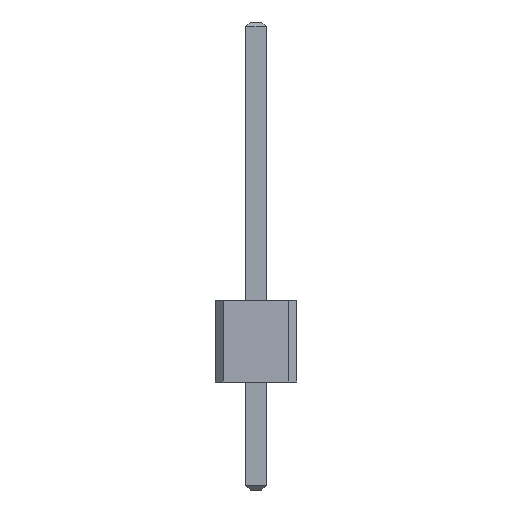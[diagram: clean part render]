
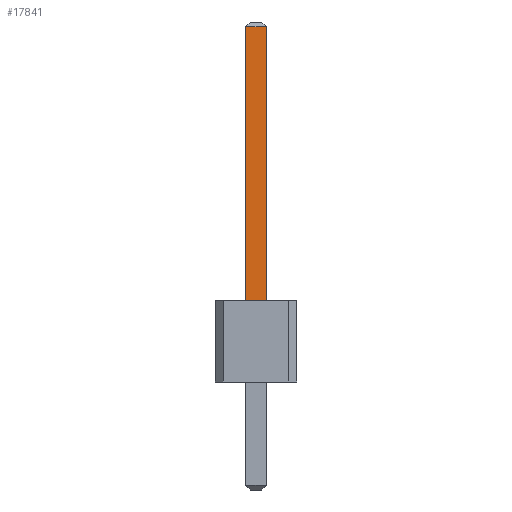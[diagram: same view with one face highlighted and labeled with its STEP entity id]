
A CAD part, front view. The second image highlights one B-rep face of the part: STEP entity #17841.
In plain terms, the highlighted planar face has unit normal (0, -1, 0).
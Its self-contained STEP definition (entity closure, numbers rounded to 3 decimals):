
#100 = PLANE('',#101);
#101 = AXIS2_PLACEMENT_3D('',#102,#103,#104);
#102 = CARTESIAN_POINT('',(-1.25,1.02,2.5));
#103 = DIRECTION('',(0.,0.,-1.));
#104 = DIRECTION('',(0.,1.,0.));
#8422 = VERTEX_POINT('',#8423);
#8423 = CARTESIAN_POINT('',(0.32,-38.42,2.5));
#8438 = PLANE('',#8439);
#8439 = AXIS2_PLACEMENT_3D('',#8440,#8441,#8442);
#8440 = CARTESIAN_POINT('',(0.32,-38.42,-3.3));
#8441 = DIRECTION('',(-1.,0.,0.));
#8442 = DIRECTION('',(0.,1.,0.));
#8476 = VERTEX_POINT('',#8477);
#8477 = CARTESIAN_POINT('',(-0.32,-38.42,2.5));
#8490 = PLANE('',#8491);
#8491 = AXIS2_PLACEMENT_3D('',#8492,#8493,#8494);
#8492 = CARTESIAN_POINT('',(-0.32,-37.78,-3.3));
#8493 = DIRECTION('',(1.,0.,0.));
#8494 = DIRECTION('',(0.,-1.,0.));
#8501 = EDGE_CURVE('',#8476,#8422,#8502,.T.);
#8502 = SURFACE_CURVE('',#8503,(#8507,#8513),.PCURVE_S1.);
#8503 = LINE('',#8504,#8505);
#8504 = CARTESIAN_POINT('',(-0.785,-38.42,2.5));
#8505 = VECTOR('',#8506,1.);
#8506 = DIRECTION('',(1.,0.,0.));
#8507 = PCURVE('',#100,#8508);
#8508 = DEFINITIONAL_REPRESENTATION('',(#8509),#8512);
#8509 = B_SPLINE_CURVE_WITH_KNOTS('',1,(#8510,#8511),.UNSPECIFIED.,.F.,
  .F.,(2,2),(0.401,1.169),.PIECEWISE_BEZIER_KNOTS.);
#8510 = CARTESIAN_POINT('',(-39.44,0.866));
#8511 = CARTESIAN_POINT('',(-39.44,1.634));
#8512 = ( GEOMETRIC_REPRESENTATION_CONTEXT(2) 
PARAMETRIC_REPRESENTATION_CONTEXT() REPRESENTATION_CONTEXT('2D SPACE',''
  ) );
#8513 = PCURVE('',#8514,#8519);
#8514 = PLANE('',#8515);
#8515 = AXIS2_PLACEMENT_3D('',#8516,#8517,#8518);
#8516 = CARTESIAN_POINT('',(-0.32,-38.42,-3.3));
#8517 = DIRECTION('',(0.,1.,0.));
#8518 = DIRECTION('',(1.,0.,0.));
#8519 = DEFINITIONAL_REPRESENTATION('',(#8520),#8523);
#8520 = B_SPLINE_CURVE_WITH_KNOTS('',1,(#8521,#8522),.UNSPECIFIED.,.F.,
  .F.,(2,2),(0.401,1.169),.PIECEWISE_BEZIER_KNOTS.);
#8521 = CARTESIAN_POINT('',(-0.064,-5.8));
#8522 = CARTESIAN_POINT('',(0.704,-5.8));
#8523 = ( GEOMETRIC_REPRESENTATION_CONTEXT(2) 
PARAMETRIC_REPRESENTATION_CONTEXT() REPRESENTATION_CONTEXT('2D SPACE',''
  ) );
#17770 = EDGE_CURVE('',#8422,#17771,#17773,.T.);
#17771 = VERTEX_POINT('',#17772);
#17772 = CARTESIAN_POINT('',(0.32,-38.42,10.85));
#17773 = SURFACE_CURVE('',#17774,(#17778,#17785),.PCURVE_S1.);
#17774 = LINE('',#17775,#17776);
#17775 = CARTESIAN_POINT('',(0.32,-38.42,-3.3));
#17776 = VECTOR('',#17777,1.);
#17777 = DIRECTION('',(0.,0.,1.));
#17778 = PCURVE('',#8438,#17779);
#17779 = DEFINITIONAL_REPRESENTATION('',(#17780),#17784);
#17780 = LINE('',#17781,#17782);
#17781 = CARTESIAN_POINT('',(0.,0.));
#17782 = VECTOR('',#17783,1.);
#17783 = DIRECTION('',(0.,-1.));
#17784 = ( GEOMETRIC_REPRESENTATION_CONTEXT(2) 
PARAMETRIC_REPRESENTATION_CONTEXT() REPRESENTATION_CONTEXT('2D SPACE',''
  ) );
#17785 = PCURVE('',#8514,#17786);
#17786 = DEFINITIONAL_REPRESENTATION('',(#17787),#17791);
#17787 = LINE('',#17788,#17789);
#17788 = CARTESIAN_POINT('',(0.64,0.));
#17789 = VECTOR('',#17790,1.);
#17790 = DIRECTION('',(0.,-1.));
#17791 = ( GEOMETRIC_REPRESENTATION_CONTEXT(2) 
PARAMETRIC_REPRESENTATION_CONTEXT() REPRESENTATION_CONTEXT('2D SPACE',''
  ) );
#17841 = ADVANCED_FACE('',(#17842),#8514,.F.);
#17842 = FACE_BOUND('',#17843,.F.);
#17843 = EDGE_LOOP('',(#17844,#17845,#17868,#17894));
#17844 = ORIENTED_EDGE('',*,*,#8501,.F.);
#17845 = ORIENTED_EDGE('',*,*,#17846,.T.);
#17846 = EDGE_CURVE('',#8476,#17847,#17849,.T.);
#17847 = VERTEX_POINT('',#17848);
#17848 = CARTESIAN_POINT('',(-0.32,-38.42,10.85));
#17849 = SURFACE_CURVE('',#17850,(#17854,#17861),.PCURVE_S1.);
#17850 = LINE('',#17851,#17852);
#17851 = CARTESIAN_POINT('',(-0.32,-38.42,-3.3));
#17852 = VECTOR('',#17853,1.);
#17853 = DIRECTION('',(0.,0.,1.));
#17854 = PCURVE('',#8514,#17855);
#17855 = DEFINITIONAL_REPRESENTATION('',(#17856),#17860);
#17856 = LINE('',#17857,#17858);
#17857 = CARTESIAN_POINT('',(0.,0.));
#17858 = VECTOR('',#17859,1.);
#17859 = DIRECTION('',(0.,-1.));
#17860 = ( GEOMETRIC_REPRESENTATION_CONTEXT(2) 
PARAMETRIC_REPRESENTATION_CONTEXT() REPRESENTATION_CONTEXT('2D SPACE',''
  ) );
#17861 = PCURVE('',#8490,#17862);
#17862 = DEFINITIONAL_REPRESENTATION('',(#17863),#17867);
#17863 = LINE('',#17864,#17865);
#17864 = CARTESIAN_POINT('',(0.64,0.));
#17865 = VECTOR('',#17866,1.);
#17866 = DIRECTION('',(0.,-1.));
#17867 = ( GEOMETRIC_REPRESENTATION_CONTEXT(2) 
PARAMETRIC_REPRESENTATION_CONTEXT() REPRESENTATION_CONTEXT('2D SPACE',''
  ) );
#17868 = ORIENTED_EDGE('',*,*,#17869,.T.);
#17869 = EDGE_CURVE('',#17847,#17771,#17870,.T.);
#17870 = SURFACE_CURVE('',#17871,(#17875,#17882),.PCURVE_S1.);
#17871 = LINE('',#17872,#17873);
#17872 = CARTESIAN_POINT('',(-0.32,-38.42,10.85));
#17873 = VECTOR('',#17874,1.);
#17874 = DIRECTION('',(1.,0.,0.));
#17875 = PCURVE('',#8514,#17876);
#17876 = DEFINITIONAL_REPRESENTATION('',(#17877),#17881);
#17877 = LINE('',#17878,#17879);
#17878 = CARTESIAN_POINT('',(0.,-14.15));
#17879 = VECTOR('',#17880,1.);
#17880 = DIRECTION('',(1.,0.));
#17881 = ( GEOMETRIC_REPRESENTATION_CONTEXT(2) 
PARAMETRIC_REPRESENTATION_CONTEXT() REPRESENTATION_CONTEXT('2D SPACE',''
  ) );
#17882 = PCURVE('',#17883,#17888);
#17883 = PLANE('',#17884);
#17884 = AXIS2_PLACEMENT_3D('',#17885,#17886,#17887);
#17885 = CARTESIAN_POINT('',(-0.32,-38.345,10.925));
#17886 = DIRECTION('',(0.,-0.707,
    0.707));
#17887 = DIRECTION('',(-1.,0.,0.));
#17888 = DEFINITIONAL_REPRESENTATION('',(#17889),#17893);
#17889 = LINE('',#17890,#17891);
#17890 = CARTESIAN_POINT('',(0.,0.106));
#17891 = VECTOR('',#17892,1.);
#17892 = DIRECTION('',(-1.,0.));
#17893 = ( GEOMETRIC_REPRESENTATION_CONTEXT(2) 
PARAMETRIC_REPRESENTATION_CONTEXT() REPRESENTATION_CONTEXT('2D SPACE',''
  ) );
#17894 = ORIENTED_EDGE('',*,*,#17770,.F.);
